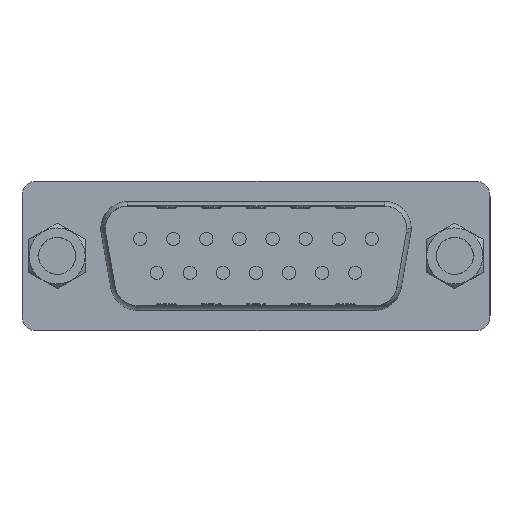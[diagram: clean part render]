
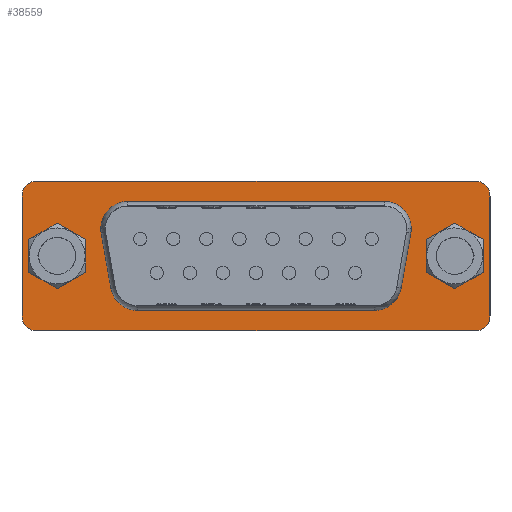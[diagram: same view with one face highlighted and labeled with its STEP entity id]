
A CAD part, top view. The second image highlights one B-rep face of the part: STEP entity #38559.
In plain terms, the highlighted planar face has unit normal (0, 0, 1).
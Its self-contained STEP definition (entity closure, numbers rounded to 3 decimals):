
#38383=AXIS2_PLACEMENT_3D('Circle Axis2P3D',#38381,#38382,$) ;
#38396=AXIS2_PLACEMENT_3D('Plane Axis2P3D',#38393,#38394,#38395) ;
#38400=AXIS2_PLACEMENT_3D('Circle Axis2P3D',#38398,#38399,$) ;
#38416=AXIS2_PLACEMENT_3D('Circle Axis2P3D',#38414,#38415,$) ;
#38430=AXIS2_PLACEMENT_3D('Circle Axis2P3D',#38428,#38429,$) ;
#38444=AXIS2_PLACEMENT_3D('Circle Axis2P3D',#38442,#38443,$) ;
#38466=AXIS2_PLACEMENT_3D('Circle Axis2P3D',#38464,#38465,$) ;
#38475=AXIS2_PLACEMENT_3D('Circle Axis2P3D',#38473,#38474,$) ;
#38484=AXIS2_PLACEMENT_3D('Circle Axis2P3D',#38482,#38483,$) ;
#38493=AXIS2_PLACEMENT_3D('Circle Axis2P3D',#38491,#38492,$) ;
#38511=AXIS2_PLACEMENT_3D('Circle Axis2P3D',#38509,#38510,$) ;
#38525=AXIS2_PLACEMENT_3D('Circle Axis2P3D',#38523,#38524,$) ;
#38530=AXIS2_PLACEMENT_3D('Circle Axis2P3D',#38528,#38529,$) ;
#38544=AXIS2_PLACEMENT_3D('Circle Axis2P3D',#38542,#38543,$) ;
#35557=CARTESIAN_POINT('Vertex',(8.85,10.83,11.06)) ;
#35564=CARTESIAN_POINT('Vertex',(30.35,10.83,11.06)) ;
#35567=CARTESIAN_POINT('Line Origine',(19.6,10.83,11.06)) ;
#38351=CARTESIAN_POINT('Vertex',(32.6,8.58,11.06)) ;
#38355=CARTESIAN_POINT('Control Point',(32.6,8.58,11.06)) ;
#38356=CARTESIAN_POINT('Control Point',(32.6,9.287,11.06)) ;
#38357=CARTESIAN_POINT('Control Point',(32.323,9.994,11.06)) ;
#38358=CARTESIAN_POINT('Control Point',(31.764,10.553,11.06)) ;
#38359=CARTESIAN_POINT('Control Point',(31.057,10.83,11.06)) ;
#38360=CARTESIAN_POINT('Control Point',(30.35,10.83,11.06)) ;
#38378=CARTESIAN_POINT('Vertex',(6.6,8.58,11.06)) ;
#38381=CARTESIAN_POINT('Axis2P3D Location',(8.85,8.58,11.06)) ;
#38393=CARTESIAN_POINT('Axis2P3D Location',(1.25,1.25,11.06)) ;
#38398=CARTESIAN_POINT('Axis2P3D Location',(1.25,1.25,11.06)) ;
#38402=CARTESIAN_POINT('Vertex',(0.,1.25,11.06)) ;
#38404=CARTESIAN_POINT('Vertex',(1.25,0.,11.06)) ;
#38407=CARTESIAN_POINT('Line Origine',(19.6,0.,11.06)) ;
#38411=CARTESIAN_POINT('Vertex',(37.95,0.,11.06)) ;
#38414=CARTESIAN_POINT('Axis2P3D Location',(37.95,1.25,11.06)) ;
#38418=CARTESIAN_POINT('Vertex',(39.2,1.25,11.06)) ;
#38421=CARTESIAN_POINT('Line Origine',(39.2,6.275,11.06)) ;
#38425=CARTESIAN_POINT('Vertex',(39.2,11.3,11.06)) ;
#38428=CARTESIAN_POINT('Axis2P3D Location',(37.95,11.3,11.06)) ;
#38432=CARTESIAN_POINT('Vertex',(37.95,12.55,11.06)) ;
#38435=CARTESIAN_POINT('Line Origine',(19.6,12.55,11.06)) ;
#38439=CARTESIAN_POINT('Vertex',(1.25,12.55,11.06)) ;
#38442=CARTESIAN_POINT('Axis2P3D Location',(1.25,11.3,11.06)) ;
#38446=CARTESIAN_POINT('Vertex',(0.,11.3,11.06)) ;
#38449=CARTESIAN_POINT('Line Origine',(0.,6.275,11.06)) ;
#38464=CARTESIAN_POINT('Axis2P3D Location',(2.95,6.275,11.06)) ;
#38468=CARTESIAN_POINT('Vertex',(4.5,6.275,11.06)) ;
#38470=CARTESIAN_POINT('Vertex',(1.4,6.275,11.06)) ;
#38473=CARTESIAN_POINT('Axis2P3D Location',(2.95,6.275,11.06)) ;
#38482=CARTESIAN_POINT('Axis2P3D Location',(36.25,6.275,11.06)) ;
#38486=CARTESIAN_POINT('Vertex',(37.8,6.275,11.06)) ;
#38488=CARTESIAN_POINT('Vertex',(34.7,6.275,11.06)) ;
#38491=CARTESIAN_POINT('Axis2P3D Location',(36.25,6.275,11.06)) ;
#38500=CARTESIAN_POINT('Line Origine',(19.6,1.72,11.06)) ;
#38504=CARTESIAN_POINT('Vertex',(9.663,1.72,11.06)) ;
#38506=CARTESIAN_POINT('Vertex',(29.537,1.72,11.06)) ;
#38509=CARTESIAN_POINT('Axis2P3D Location',(9.663,3.97,11.06)) ;
#38513=CARTESIAN_POINT('Vertex',(7.447,3.579,11.06)) ;
#38516=CARTESIAN_POINT('Line Origine',(7.041,5.884,11.06)) ;
#38520=CARTESIAN_POINT('Vertex',(6.634,8.189,11.06)) ;
#38523=CARTESIAN_POINT('Axis2P3D Location',(8.85,8.58,11.06)) ;
#38528=CARTESIAN_POINT('Axis2P3D Location',(30.35,8.58,11.06)) ;
#38532=CARTESIAN_POINT('Vertex',(32.566,8.189,11.06)) ;
#38535=CARTESIAN_POINT('Line Origine',(32.159,5.884,11.06)) ;
#38539=CARTESIAN_POINT('Vertex',(31.753,3.579,11.06)) ;
#38542=CARTESIAN_POINT('Axis2P3D Location',(29.537,3.97,11.06)) ;
#35568=DIRECTION('Vector Direction',(-1.,0.,0.)) ;
#38382=DIRECTION('Axis2P3D Direction',(0.,0.,-1.)) ;
#38394=DIRECTION('Axis2P3D Direction',(0.,0.,1.)) ;
#38395=DIRECTION('Axis2P3D XDirection',(1.,0.,0.)) ;
#38399=DIRECTION('Axis2P3D Direction',(0.,0.,1.)) ;
#38408=DIRECTION('Vector Direction',(1.,0.,0.)) ;
#38415=DIRECTION('Axis2P3D Direction',(0.,0.,1.)) ;
#38422=DIRECTION('Vector Direction',(0.,1.,0.)) ;
#38429=DIRECTION('Axis2P3D Direction',(0.,0.,1.)) ;
#38436=DIRECTION('Vector Direction',(-1.,0.,0.)) ;
#38443=DIRECTION('Axis2P3D Direction',(0.,0.,1.)) ;
#38450=DIRECTION('Vector Direction',(0.,-1.,0.)) ;
#38465=DIRECTION('Axis2P3D Direction',(0.,0.,1.)) ;
#38474=DIRECTION('Axis2P3D Direction',(0.,0.,1.)) ;
#38483=DIRECTION('Axis2P3D Direction',(0.,0.,1.)) ;
#38492=DIRECTION('Axis2P3D Direction',(0.,0.,1.)) ;
#38501=DIRECTION('Vector Direction',(1.,0.,0.)) ;
#38510=DIRECTION('Axis2P3D Direction',(0.,0.,1.)) ;
#38517=DIRECTION('Vector Direction',(0.174,-0.985,0.)) ;
#38524=DIRECTION('Axis2P3D Direction',(0.,0.,1.)) ;
#38529=DIRECTION('Axis2P3D Direction',(0.,0.,1.)) ;
#38536=DIRECTION('Vector Direction',(0.174,0.985,0.)) ;
#38543=DIRECTION('Axis2P3D Direction',(0.,0.,1.)) ;
#35569=VECTOR('Line Direction',#35568,1.) ;
#38409=VECTOR('Line Direction',#38408,1.) ;
#38423=VECTOR('Line Direction',#38422,1.) ;
#38437=VECTOR('Line Direction',#38436,1.) ;
#38451=VECTOR('Line Direction',#38450,1.) ;
#38502=VECTOR('Line Direction',#38501,1.) ;
#38518=VECTOR('Line Direction',#38517,1.) ;
#38537=VECTOR('Line Direction',#38536,1.) ;
#38455=ORIENTED_EDGE('',*,*,#38406,.T.) ;
#38456=ORIENTED_EDGE('',*,*,#38413,.T.) ;
#38457=ORIENTED_EDGE('',*,*,#38420,.T.) ;
#38458=ORIENTED_EDGE('',*,*,#38427,.T.) ;
#38459=ORIENTED_EDGE('',*,*,#38434,.T.) ;
#38460=ORIENTED_EDGE('',*,*,#38441,.T.) ;
#38461=ORIENTED_EDGE('',*,*,#38448,.T.) ;
#38462=ORIENTED_EDGE('',*,*,#38453,.T.) ;
#38479=ORIENTED_EDGE('',*,*,#38472,.F.) ;
#38480=ORIENTED_EDGE('',*,*,#38477,.F.) ;
#38497=ORIENTED_EDGE('',*,*,#38490,.F.) ;
#38498=ORIENTED_EDGE('',*,*,#38495,.F.) ;
#38548=ORIENTED_EDGE('',*,*,#38508,.F.) ;
#38549=ORIENTED_EDGE('',*,*,#38515,.F.) ;
#38550=ORIENTED_EDGE('',*,*,#38522,.F.) ;
#38551=ORIENTED_EDGE('',*,*,#38527,.F.) ;
#38552=ORIENTED_EDGE('',*,*,#38385,.F.) ;
#38553=ORIENTED_EDGE('',*,*,#35571,.F.) ;
#38554=ORIENTED_EDGE('',*,*,#38361,.F.) ;
#38555=ORIENTED_EDGE('',*,*,#38534,.F.) ;
#38556=ORIENTED_EDGE('',*,*,#38541,.F.) ;
#38557=ORIENTED_EDGE('',*,*,#38546,.F.) ;
#38481=FACE_BOUND('',#38478,.T.) ;
#38499=FACE_BOUND('',#38496,.T.) ;
#38558=FACE_BOUND('',#38547,.T.) ;
#38559=ADVANCED_FACE('LPattern3',(#38463,#38481,#38499,#38558),#38397,.T.) ;
#38354=B_SPLINE_CURVE_WITH_KNOTS('',5,(#38355,#38356,#38357,#38358,#38359,#38360),.UNSPECIFIED.,.F.,.U.,(6,6),(-1.767,1.767),.UNSPECIFIED.) ;
#38384=CIRCLE('generated circle',#38383,2.25) ;
#38401=CIRCLE('generated circle',#38400,1.25) ;
#38417=CIRCLE('generated circle',#38416,1.25) ;
#38431=CIRCLE('generated circle',#38430,1.25) ;
#38445=CIRCLE('generated circle',#38444,1.25) ;
#38467=CIRCLE('generated circle',#38466,1.55) ;
#38476=CIRCLE('generated circle',#38475,1.55) ;
#38485=CIRCLE('generated circle',#38484,1.55) ;
#38494=CIRCLE('generated circle',#38493,1.55) ;
#38512=CIRCLE('generated circle',#38511,2.25) ;
#38526=CIRCLE('generated circle',#38525,2.25) ;
#38531=CIRCLE('generated circle',#38530,2.25) ;
#38545=CIRCLE('generated circle',#38544,2.25) ;
#35571=EDGE_CURVE('',#35565,#35558,#35570,.T.) ;
#38361=EDGE_CURVE('',#38352,#35565,#38354,.T.) ;
#38385=EDGE_CURVE('',#35558,#38379,#38384,.F.) ;
#38406=EDGE_CURVE('',#38403,#38405,#38401,.T.) ;
#38413=EDGE_CURVE('',#38405,#38412,#38410,.T.) ;
#38420=EDGE_CURVE('',#38412,#38419,#38417,.T.) ;
#38427=EDGE_CURVE('',#38419,#38426,#38424,.T.) ;
#38434=EDGE_CURVE('',#38426,#38433,#38431,.T.) ;
#38441=EDGE_CURVE('',#38433,#38440,#38438,.T.) ;
#38448=EDGE_CURVE('',#38440,#38447,#38445,.T.) ;
#38453=EDGE_CURVE('',#38447,#38403,#38452,.T.) ;
#38472=EDGE_CURVE('',#38469,#38471,#38467,.T.) ;
#38477=EDGE_CURVE('',#38471,#38469,#38476,.T.) ;
#38490=EDGE_CURVE('',#38487,#38489,#38485,.T.) ;
#38495=EDGE_CURVE('',#38489,#38487,#38494,.T.) ;
#38508=EDGE_CURVE('',#38505,#38507,#38503,.T.) ;
#38515=EDGE_CURVE('',#38514,#38505,#38512,.T.) ;
#38522=EDGE_CURVE('',#38521,#38514,#38519,.T.) ;
#38527=EDGE_CURVE('',#38379,#38521,#38526,.T.) ;
#38534=EDGE_CURVE('',#38533,#38352,#38531,.T.) ;
#38541=EDGE_CURVE('',#38540,#38533,#38538,.T.) ;
#38546=EDGE_CURVE('',#38507,#38540,#38545,.T.) ;
#38454=EDGE_LOOP('',(#38455,#38456,#38457,#38458,#38459,#38460,#38461,#38462)) ;
#38478=EDGE_LOOP('',(#38479,#38480)) ;
#38496=EDGE_LOOP('',(#38497,#38498)) ;
#38547=EDGE_LOOP('',(#38548,#38549,#38550,#38551,#38552,#38553,#38554,#38555,#38556,#38557)) ;
#38463=FACE_OUTER_BOUND('',#38454,.T.) ;
#35570=LINE('Line',#35567,#35569) ;
#38410=LINE('Line',#38407,#38409) ;
#38424=LINE('Line',#38421,#38423) ;
#38438=LINE('Line',#38435,#38437) ;
#38452=LINE('Line',#38449,#38451) ;
#38503=LINE('Line',#38500,#38502) ;
#38519=LINE('Line',#38516,#38518) ;
#38538=LINE('Line',#38535,#38537) ;
#38397=PLANE('',#38396) ;
#35558=VERTEX_POINT('',#35557) ;
#35565=VERTEX_POINT('',#35564) ;
#38352=VERTEX_POINT('',#38351) ;
#38379=VERTEX_POINT('',#38378) ;
#38403=VERTEX_POINT('',#38402) ;
#38405=VERTEX_POINT('',#38404) ;
#38412=VERTEX_POINT('',#38411) ;
#38419=VERTEX_POINT('',#38418) ;
#38426=VERTEX_POINT('',#38425) ;
#38433=VERTEX_POINT('',#38432) ;
#38440=VERTEX_POINT('',#38439) ;
#38447=VERTEX_POINT('',#38446) ;
#38469=VERTEX_POINT('',#38468) ;
#38471=VERTEX_POINT('',#38470) ;
#38487=VERTEX_POINT('',#38486) ;
#38489=VERTEX_POINT('',#38488) ;
#38505=VERTEX_POINT('',#38504) ;
#38507=VERTEX_POINT('',#38506) ;
#38514=VERTEX_POINT('',#38513) ;
#38521=VERTEX_POINT('',#38520) ;
#38533=VERTEX_POINT('',#38532) ;
#38540=VERTEX_POINT('',#38539) ;
